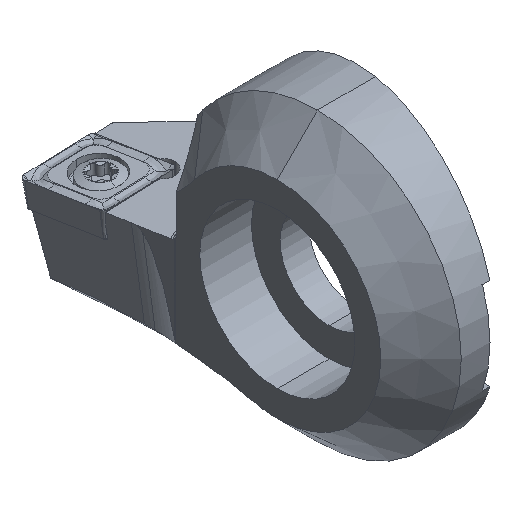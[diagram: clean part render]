
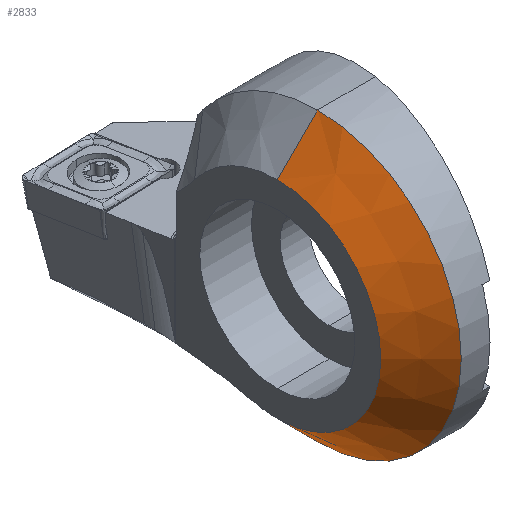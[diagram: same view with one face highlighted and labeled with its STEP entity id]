
A CAD part, isometric view. The second image highlights one B-rep face of the part: STEP entity #2833.
In plain terms, the highlighted conical face has half-angle 45 degrees and reference radius 12.5 mm.
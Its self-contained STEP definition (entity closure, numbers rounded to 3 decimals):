
#134 = CONICAL_SURFACE ( 'NONE', #908, 12.5, 0.785 ) ;
#206 = ORIENTED_EDGE ( 'NONE', *, *, #1615, .T. ) ;
#414 = CARTESIAN_POINT ( 'NONE',  ( -3.5, 0., 12.5 ) ) ;
#434 = CARTESIAN_POINT ( 'NONE',  ( -3.5, 0., 12.5 ) ) ;
#505 = CIRCLE ( 'NONE', #3289, 12.5 ) ;
#574 = AXIS2_PLACEMENT_3D ( 'NONE', #1803, #3947, #3285 ) ;
#642 = VERTEX_POINT ( 'NONE', #1821 ) ;
#760 = VERTEX_POINT ( 'NONE', #414 ) ;
#794 = DIRECTION ( 'NONE',  ( 0., 0., -1. ) ) ;
#800 = CARTESIAN_POINT ( 'NONE',  ( -7., 0., 9. ) ) ;
#804 = EDGE_LOOP ( 'NONE', ( #4141, #2639, #2324, #206 ) ) ;
#908 = AXIS2_PLACEMENT_3D ( 'NONE', #3755, #3034, #794 ) ;
#1042 = CARTESIAN_POINT ( 'NONE',  ( -3.5, 0., -12.5 ) ) ;
#1176 = DIRECTION ( 'NONE',  ( -1., 0., 0. ) ) ;
#1214 = LINE ( 'NONE', #434, #4538 ) ;
#1427 = CIRCLE ( 'NONE', #574, 9. ) ;
#1510 = DIRECTION ( 'NONE',  ( 0.707, 0., -0.707 ) ) ;
#1615 = EDGE_CURVE ( 'NONE', #3393, #760, #505, .T. ) ;
#1803 = CARTESIAN_POINT ( 'NONE',  ( -7., 0., 0. ) ) ;
#1821 = CARTESIAN_POINT ( 'NONE',  ( -7., 0., -9. ) ) ;
#1956 = EDGE_CURVE ( 'NONE', #642, #3857, #1427, .T. ) ;
#2228 = DIRECTION ( 'NONE',  ( 0., 0., 1. ) ) ;
#2324 = ORIENTED_EDGE ( 'NONE', *, *, #3314, .T. ) ;
#2468 = EDGE_CURVE ( 'NONE', #3857, #760, #1214, .T. ) ;
#2639 = ORIENTED_EDGE ( 'NONE', *, *, #1956, .F. ) ;
#2673 = FACE_OUTER_BOUND ( 'NONE', #804, .T. ) ;
#2784 = VECTOR ( 'NONE', #1510, 1000. ) ;
#2833 = ADVANCED_FACE ( 'NONE', ( #2673 ), #134, .T. ) ;
#3034 = DIRECTION ( 'NONE',  ( 1., 0., 0. ) ) ;
#3052 = CARTESIAN_POINT ( 'NONE',  ( -3.5, 0., 0. ) ) ;
#3285 = DIRECTION ( 'NONE',  ( 0., 1., 0. ) ) ;
#3289 = AXIS2_PLACEMENT_3D ( 'NONE', #3052, #1176, #2228 ) ;
#3314 = EDGE_CURVE ( 'NONE', #642, #3393, #4426, .T. ) ;
#3393 = VERTEX_POINT ( 'NONE', #4114 ) ;
#3755 = CARTESIAN_POINT ( 'NONE',  ( -3.5, 0., 0. ) ) ;
#3857 = VERTEX_POINT ( 'NONE', #800 ) ;
#3947 = DIRECTION ( 'NONE',  ( -1., 0., 0. ) ) ;
#4114 = CARTESIAN_POINT ( 'NONE',  ( -3.5, 0., -12.5 ) ) ;
#4127 = DIRECTION ( 'NONE',  ( 0.707, 0., 0.707 ) ) ;
#4141 = ORIENTED_EDGE ( 'NONE', *, *, #2468, .F. ) ;
#4426 = LINE ( 'NONE', #1042, #2784 ) ;
#4538 = VECTOR ( 'NONE', #4127, 1000. ) ;
